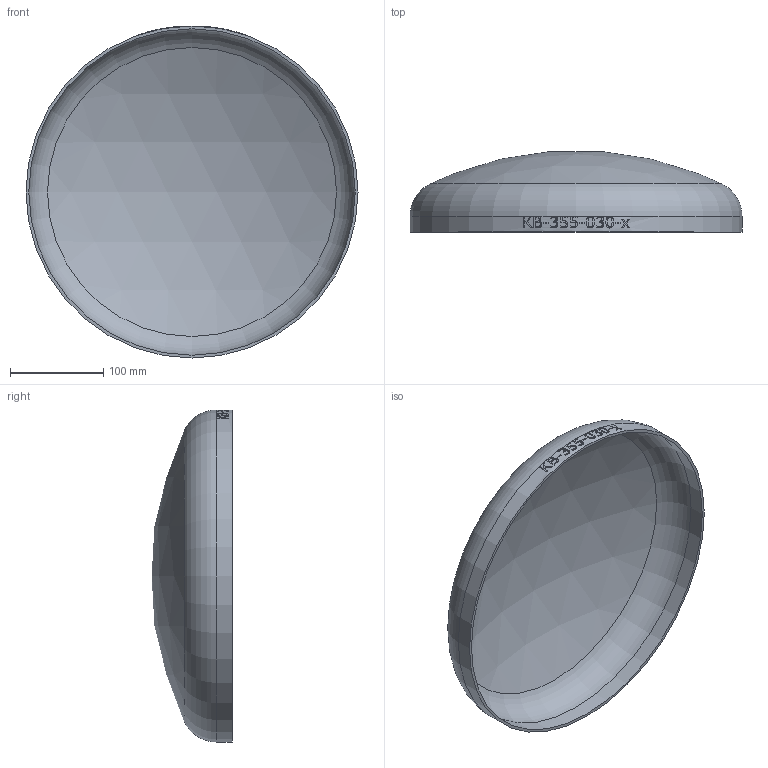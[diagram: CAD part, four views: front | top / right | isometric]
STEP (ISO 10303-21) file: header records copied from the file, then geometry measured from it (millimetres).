
FILE_DESCRIPTION (( 'STEP AP214' ), '1' );
FILE_NAME ('KB-355-030-x Klöpperboden 2003.STEP', '2020-03-27T09:02:43', ( '' ), ( '' ), 'SwSTEP 2.0', 'SolidWorks 2016', '' );
FILE_SCHEMA (( 'AUTOMOTIVE_DESIGN' ));
Length unit declared in the file: millimetre
Products named in the file (1): KB-355-030-x Klöpperboden 2003
Bounding box: 355.6 x 86.43 x 355.6 mm (x, y, z)
Volume: 427584.6 mm3; surface area: 288849.6 mm2
Topology: 1 solids, 1 shells, 197 faces, 532 edges, 354 vertices
Faces by surface type: bspline 111, plane 64, cylinder 18, torus 2, sphere 2
Full cylindrical faces by diameter (mm): 349.6 x1, 355.6 x1
Entity records: 31873 total; most frequent: CARTESIAN_POINT 25814, ORIENTED_EDGE 1056, EDGE_CURVE 528, DIRECTION 420, B_SPLINE_CURVE_WITH_KNOTS 356, VERTEX_POINT 354, EDGE_LOOP 218, FACE_OUTER_BOUND 201
